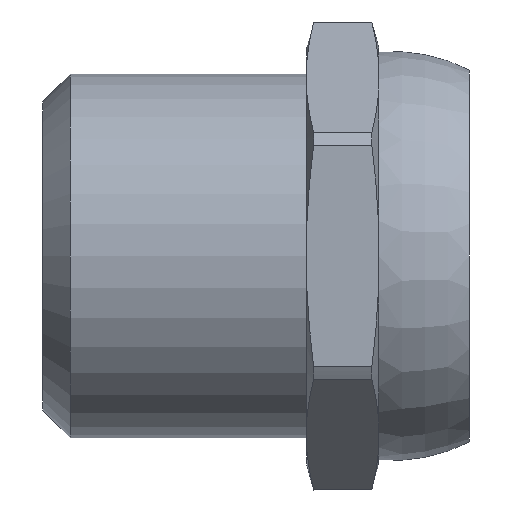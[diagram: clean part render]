
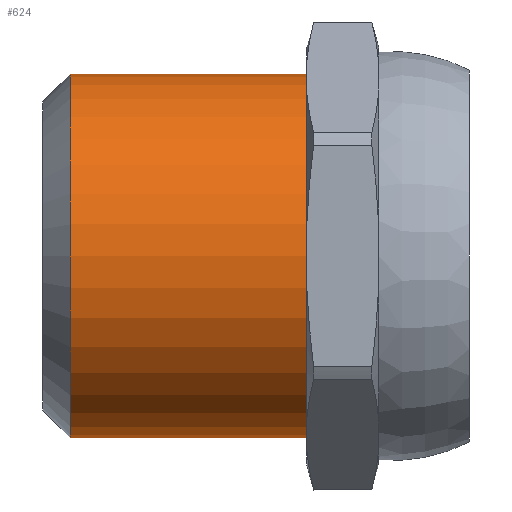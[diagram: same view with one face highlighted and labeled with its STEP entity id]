
A CAD part, front view. The second image highlights one B-rep face of the part: STEP entity #624.
In plain terms, the highlighted cylindrical face has radius 6.6 mm (diameter 13.2 mm), a partial arc.
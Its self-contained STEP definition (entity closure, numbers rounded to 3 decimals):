
#6 = LINE ( 'NONE', #440, #351 ) ;
#7 = ORIENTED_EDGE ( 'NONE', *, *, #1099, .T. ) ;
#26 = DIRECTION ( 'NONE',  ( 0., 0., 1. ) ) ;
#47 = CARTESIAN_POINT ( 'NONE',  ( 0., 0., 0. ) ) ;
#74 = DIRECTION ( 'NONE',  ( 1., 0., 0. ) ) ;
#83 = AXIS2_PLACEMENT_3D ( 'NONE', #1026, #136, #26 ) ;
#116 = FACE_OUTER_BOUND ( 'NONE', #1124, .T. ) ;
#120 = DIRECTION ( 'NONE',  ( -1., 0., 0. ) ) ;
#136 = DIRECTION ( 'NONE',  ( -1., 0., 0. ) ) ;
#229 = CARTESIAN_POINT ( 'NONE',  ( 0., 0., 6.6 ) ) ;
#308 = VECTOR ( 'NONE', #120, 1000. ) ;
#310 = DIRECTION ( 'NONE',  ( -1., 0., 0. ) ) ;
#351 = VECTOR ( 'NONE', #310, 1000. ) ;
#413 = ORIENTED_EDGE ( 'NONE', *, *, #497, .T. ) ;
#417 = AXIS2_PLACEMENT_3D ( 'NONE', #47, #692, #1365 ) ;
#427 = CARTESIAN_POINT ( 'NONE',  ( 1., 0., 6.6 ) ) ;
#440 = CARTESIAN_POINT ( 'NONE',  ( 0., 0., -6.6 ) ) ;
#477 = VERTEX_POINT ( 'NONE', #1064 ) ;
#497 = EDGE_CURVE ( 'NONE', #778, #477, #499, .T. ) ;
#499 = CIRCLE ( 'NONE', #696, 6.6 ) ;
#624 = ADVANCED_FACE ( 'NONE', ( #116 ), #918, .T. ) ;
#648 = ORIENTED_EDGE ( 'NONE', *, *, #875, .F. ) ;
#692 = DIRECTION ( 'NONE',  ( -1., 0., 0. ) ) ;
#696 = AXIS2_PLACEMENT_3D ( 'NONE', #944, #74, #1395 ) ;
#778 = VERTEX_POINT ( 'NONE', #427 ) ;
#875 = EDGE_CURVE ( 'NONE', #1238, #477, #6, .T. ) ;
#889 = LINE ( 'NONE', #229, #308 ) ;
#918 = CYLINDRICAL_SURFACE ( 'NONE', #417, 6.6 ) ;
#927 = EDGE_CURVE ( 'NONE', #1287, #778, #889, .T. ) ;
#944 = CARTESIAN_POINT ( 'NONE',  ( 1., 0., 0. ) ) ;
#950 = CARTESIAN_POINT ( 'NONE',  ( 9.6, 0., -6.6 ) ) ;
#1026 = CARTESIAN_POINT ( 'NONE',  ( 9.6, 0., 0. ) ) ;
#1044 = CIRCLE ( 'NONE', #83, 6.6 ) ;
#1064 = CARTESIAN_POINT ( 'NONE',  ( 1., 0., -6.6 ) ) ;
#1099 = EDGE_CURVE ( 'NONE', #1238, #1287, #1044, .T. ) ;
#1124 = EDGE_LOOP ( 'NONE', ( #648, #7, #1290, #413 ) ) ;
#1238 = VERTEX_POINT ( 'NONE', #950 ) ;
#1270 = CARTESIAN_POINT ( 'NONE',  ( 9.6, 0., 6.6 ) ) ;
#1287 = VERTEX_POINT ( 'NONE', #1270 ) ;
#1290 = ORIENTED_EDGE ( 'NONE', *, *, #927, .T. ) ;
#1365 = DIRECTION ( 'NONE',  ( 0., 0., 1. ) ) ;
#1395 = DIRECTION ( 'NONE',  ( 0., 0., -1. ) ) ;
